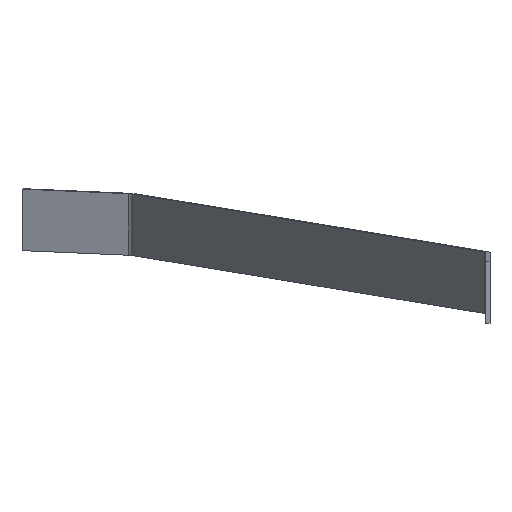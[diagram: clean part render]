
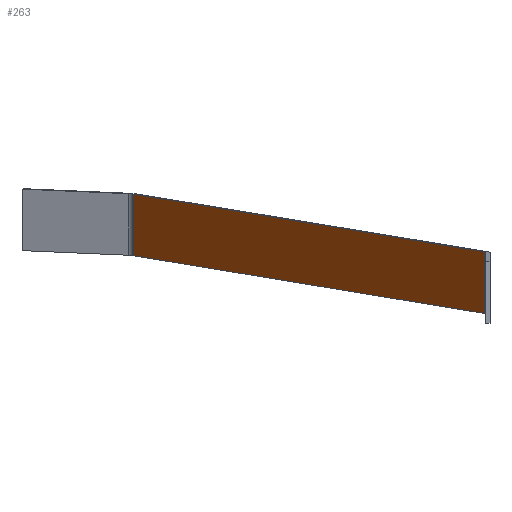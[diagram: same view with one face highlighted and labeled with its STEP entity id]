
A CAD part, top view. The second image highlights one B-rep face of the part: STEP entity #263.
In plain terms, the highlighted planar face has unit normal (-0.805, -0.073, 0.589).
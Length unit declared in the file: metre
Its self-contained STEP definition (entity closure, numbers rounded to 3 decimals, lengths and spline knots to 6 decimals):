
#68=ORIENTED_EDGE('',*,*,#110,.T.);
#69=ORIENTED_EDGE('',*,*,#133,.T.);
#70=ORIENTED_EDGE('',*,*,#128,.T.);
#71=ORIENTED_EDGE('',*,*,#134,.T.);
#110=EDGE_CURVE('',#147,#146,#169,.T.);
#128=EDGE_CURVE('',#162,#161,#181,.T.);
#133=EDGE_CURVE('',#146,#162,#185,.F.);
#134=EDGE_CURVE('',#161,#147,#186,.T.);
#146=VERTEX_POINT('',#396);
#147=VERTEX_POINT('',#398);
#161=VERTEX_POINT('',#431);
#162=VERTEX_POINT('',#433);
#169=LINE('',#397,#197);
#181=LINE('',#432,#209);
#185=LINE('',#441,#213);
#186=LINE('',#442,#214);
#197=VECTOR('',#320,1.);
#209=VECTOR('',#348,1.);
#213=VECTOR('',#358,1.);
#214=VECTOR('',#359,1.);
#225=EDGE_LOOP('',(#68,#69,#70,#71));
#239=FACE_BOUND('',#225,.T.);
#253=PLANE('',#298);
#263=ADVANCED_FACE('',(#239),#253,.T.);
#298=AXIS2_PLACEMENT_3D('',#440,#356,#357);
#320=DIRECTION('',(0.594,-0.099,0.799));
#348=DIRECTION('',(-0.594,0.099,-0.799));
#356=DIRECTION('',(-0.805,-0.073,0.589));
#357=DIRECTION('',(0.591,0.,0.807));
#358=DIRECTION('',(0.,-0.992,-0.123));
#359=DIRECTION('',(0.,-0.992,-0.123));
#396=CARTESIAN_POINT('',(0.187152,-0.217155,-0.092727));
#397=CARTESIAN_POINT('',(0.102039,-0.20296,-0.207186));
#398=CARTESIAN_POINT('',(0.049516,-0.194201,-0.277817));
#431=CARTESIAN_POINT('',(0.049516,-0.170168,-0.274836));
#432=CARTESIAN_POINT('',(0.102039,-0.178927,-0.204206));
#433=CARTESIAN_POINT('',(0.187152,-0.193121,-0.089747));
#440=CARTESIAN_POINT('',(0.102039,-0.178927,-0.204206));
#441=CARTESIAN_POINT('',(0.187152,-0.193121,-0.089747));
#442=CARTESIAN_POINT('',(0.049516,-0.194201,-0.277817));
